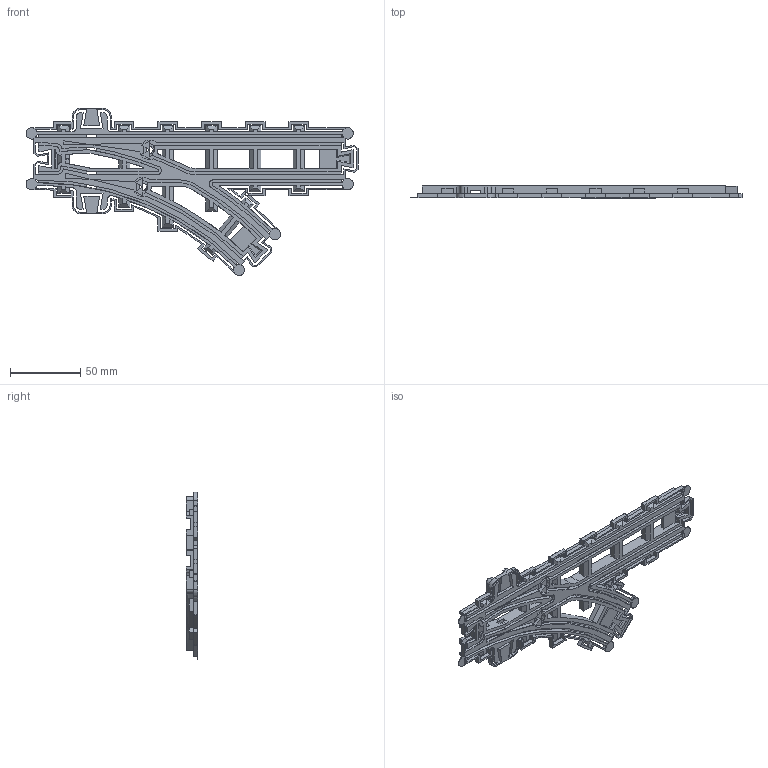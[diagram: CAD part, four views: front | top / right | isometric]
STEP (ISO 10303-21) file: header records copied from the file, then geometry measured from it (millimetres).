
FILE_DESCRIPTION(/* description */ (''),/* implementation_level */ '2;1');
FILE_NAME(/* name */ 'RR_SingleTurnout_SA_C.stp',/* time_stamp */ '2025-03-15T21:04:21+09:00',/* author */ ('kumagai'),/* organization */ (''),/* preprocessor_version */ 'ST-DEVELOPER v20',/* originating_system */ 'Autodesk Inventor 2025',/* authorisation */ '');
FILE_SCHEMA (('AUTOMOTIVE_DESIGN { 1 0 10303 214 3 1 1 }'));
Length unit declared in the file: millimetre
Products named in the file (1): RR_SingleTurnout_SA_C
Bounding box: 235.66 x 8.4 x 118.8 mm (x, y, z)
Volume: 49235.1 mm3; surface area: 63133.1 mm2
Topology: 5 solids, 5 shells, 1000 faces, 2904 edges, 1906 vertices
Faces by surface type: plane 809, cylinder 191
Full cylindrical faces by diameter (mm): 5 x2
Entity records: 32984 total; most frequent: CARTESIAN_POINT 5811, ORIENTED_EDGE 5808, DIRECTION 5415, EDGE_CURVE 2904, LINE 2395, VECTOR 2395, VERTEX_POINT 1906, AXIS2_PLACEMENT_3D 1510
